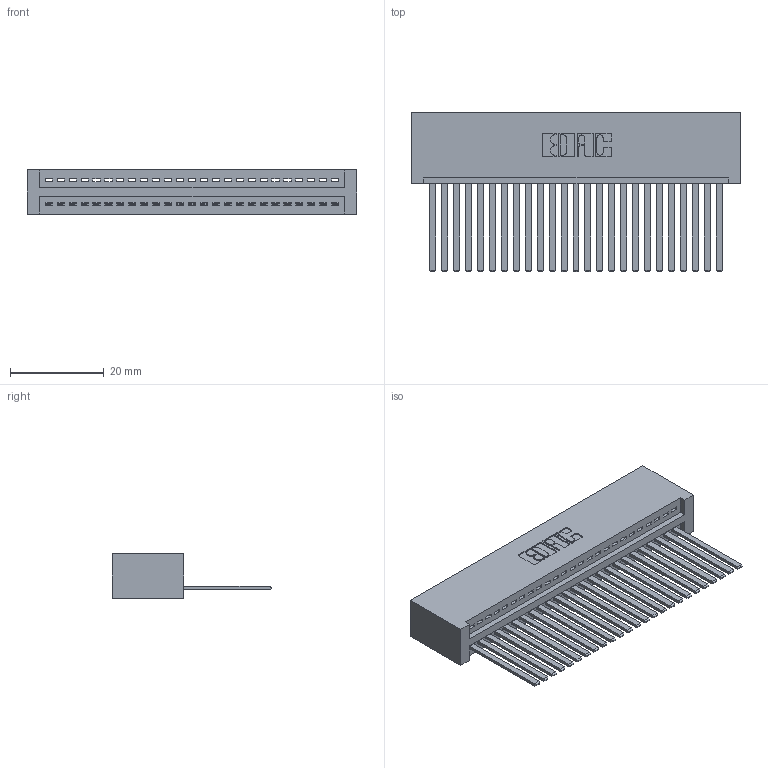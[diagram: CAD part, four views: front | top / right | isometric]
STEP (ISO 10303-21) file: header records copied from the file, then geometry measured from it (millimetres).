
FILE_DESCRIPTION (( 'STEP AP203' ), '1' );
FILE_NAME ('395-025-544-101.STEP', '2019-10-18T08:19:50', ( '' ), ( '' ), 'SwSTEP 2.0', 'SolidWorks 2016', '' );
FILE_SCHEMA (( 'CONFIG_CONTROL_DESIGN' ));
Length unit declared in the file: inch
Products named in the file (3): 345-292-001_345-293-144; 345 Part_No Mounting Lugs; 395-025-544-101
Assembly tree (26 placements, depth 2):
  395-025-544-101
    345 Part_No Mounting Lugs
    345-292-001_345-293-144  x25
Bounding box: 70.1 x 33.96 x 9.4 mm (x, y, z)
Volume: 7393.2 mm3; surface area: 10653.2 mm2
Topology: 26 solids, 26 shells, 1418 faces, 4267 edges, 2810 vertices
Faces by surface type: plane 976, cylinder 442
Entity records: 20643 total; most frequent: CARTESIAN_POINT 3583, ORIENTED_EDGE 3542, DIRECTION 3145, EDGE_CURVE 1771, LINE 1551, VECTOR 1551, VERTEX_POINT 1178, AXIS2_PLACEMENT_3D 797
